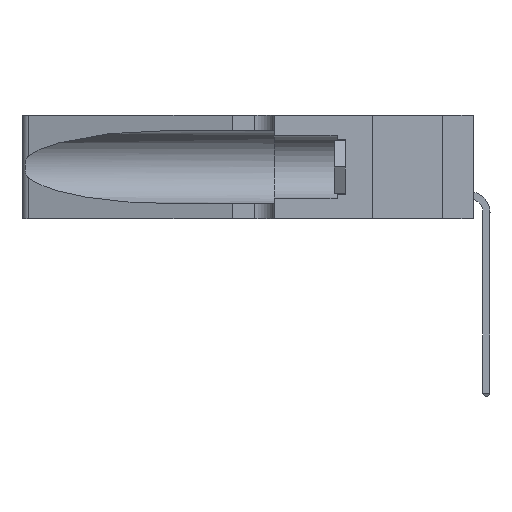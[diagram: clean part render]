
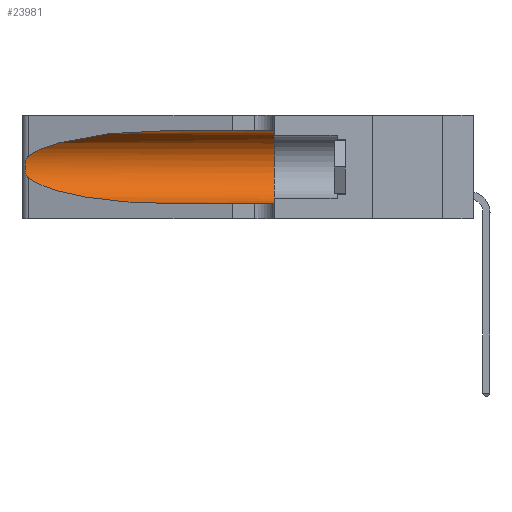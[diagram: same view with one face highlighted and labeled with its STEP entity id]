
A CAD part, left-side view. The second image highlights one B-rep face of the part: STEP entity #23981.
In plain terms, the highlighted cylindrical face has radius 3.308 mm (diameter 6.617 mm), a partial arc.
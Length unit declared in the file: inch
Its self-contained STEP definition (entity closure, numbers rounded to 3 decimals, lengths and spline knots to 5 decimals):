
#316 = CARTESIAN_POINT ( 'NONE',  ( 0.26018, 1.23835, 0.19895 ) ) ;
#382 = DIRECTION ( 'NONE',  ( 0., -1., 0. ) ) ;
#837 = ORIENTED_EDGE ( 'NONE', *, *, #16000, .T. ) ;
#1147 = DIRECTION ( 'NONE',  ( 0., 0., 1. ) ) ;
#1700 = EDGE_CURVE ( 'NONE', #11183, #5586, #9496, .T. ) ;
#2521 = CARTESIAN_POINT ( 'NONE',  ( 0.26075, 1.23896, 0.178 ) ) ;
#3936 = CARTESIAN_POINT ( 'NONE',  ( 0.1305, 0.35, 0.31525 ) ) ;
#4768 = CARTESIAN_POINT ( 'NONE',  ( 0.25639, 1.23186, 0.15144 ) ) ;
#4969 = EDGE_CURVE ( 'NONE', #26556, #24298, #27288, .T. ) ;
#5382 = EDGE_CURVE ( 'NONE', #20298, #23300, #12875, .T. ) ;
#5586 = VERTEX_POINT ( 'NONE', #10364 ) ;
#6241 = CARTESIAN_POINT ( 'NONE',  ( 0.2373, 1.15595, 0.08982 ) ) ;
#6653 = CARTESIAN_POINT ( 'NONE',  ( 0.25555, 1.22994, 0.2215 ) ) ;
#6696 = DIRECTION ( 'NONE',  ( 0., -1., 0. ) ) ;
#6708 = CARTESIAN_POINT ( 'NONE',  ( 0.18966, 0.96281, 0.31525 ) ) ;
#6932 = CARTESIAN_POINT ( 'NONE',  ( 0.25555, 1.22993, 0.14849 ) ) ;
#7700 = AXIS2_PLACEMENT_3D ( 'NONE', #16479, #12278, #1147 ) ;
#8904 = CARTESIAN_POINT ( 'NONE',  ( 0.25487, 1.22718, 0.22369 ) ) ;
#8927 = CARTESIAN_POINT ( 'NONE',  ( 0.25487, 1.22718, 0.14631 ) ) ;
#9496 = CIRCLE ( 'NONE', #7700, 0.13025 ) ;
#10364 = CARTESIAN_POINT ( 'NONE',  ( 0.1305, 0.35, 0.05475 ) ) ;
#10650 = ORIENTED_EDGE ( 'NONE', *, *, #26457, .F. ) ;
#11183 = VERTEX_POINT ( 'NONE', #3936 ) ;
#11263 = ORIENTED_EDGE ( 'NONE', *, *, #1700, .F. ) ;
#11338 = CARTESIAN_POINT ( 'NONE',  ( 0.25856, 1.23593, 0.16098 ) ) ;
#11399 = CARTESIAN_POINT ( 'NONE',  ( 0.1305, 1.61858, 0.185 ) ) ;
#11656 = VECTOR ( 'NONE', #23805, 39.37008 ) ;
#12278 = DIRECTION ( 'NONE',  ( 0., 1., 0. ) ) ;
#12875 =( BOUNDED_CURVE ( )  B_SPLINE_CURVE ( 3, ( #8927, #6241, #18399, #25034 ),
 .UNSPECIFIED., .F., .F. ) 
 B_SPLINE_CURVE_WITH_KNOTS ( ( 4, 4 ),
 ( 3.44316, 4.71239 ),
 .UNSPECIFIED. ) 
 CURVE ( )  GEOMETRIC_REPRESENTATION_ITEM ( )  RATIONAL_B_SPLINE_CURVE ( ( 1., 0.87, 0.87, 1. ) ) 
 REPRESENTATION_ITEM ( '' )  );
#13303 = VECTOR ( 'NONE', #6696, 39.37008 ) ;
#13443 = CARTESIAN_POINT ( 'NONE',  ( 0.25854, 1.2359, 0.20912 ) ) ;
#15404 = CARTESIAN_POINT ( 'NONE',  ( 0.1305, 0.72297, 0.31525 ) ) ;
#15644 = CARTESIAN_POINT ( 'NONE',  ( 0.26075, 1.23896, 0.19203 ) ) ;
#16000 = EDGE_CURVE ( 'NONE', #24298, #20298, #25153, .T. ) ;
#16479 = CARTESIAN_POINT ( 'NONE',  ( 0.1305, 0.35, 0.185 ) ) ;
#17628 = CARTESIAN_POINT ( 'NONE',  ( 0.25639, 1.23184, 0.21858 ) ) ;
#17817 = CARTESIAN_POINT ( 'NONE',  ( 0.26017, 1.23833, 0.17102 ) ) ;
#18399 = CARTESIAN_POINT ( 'NONE',  ( 0.18966, 0.96281, 0.05475 ) ) ;
#19641 = CARTESIAN_POINT ( 'NONE',  ( 0.1305, 1.61858, 0.05475 ) ) ;
#20176 = LINE ( 'NONE', #22394, #13303 ) ;
#20298 = VERTEX_POINT ( 'NONE', #24875 ) ;
#21242 = CARTESIAN_POINT ( 'NONE',  ( 0.25487, 1.22718, 0.22369 ) ) ;
#21357 = CYLINDRICAL_SURFACE ( 'NONE', #25304, 0.13025 ) ;
#22027 = CARTESIAN_POINT ( 'NONE',  ( 0.2373, 1.15595, 0.28018 ) ) ;
#22213 = ORIENTED_EDGE ( 'NONE', *, *, #25275, .T. ) ;
#22264 = CARTESIAN_POINT ( 'NONE',  ( 0.25487, 1.22718, 0.14631 ) ) ;
#22394 = CARTESIAN_POINT ( 'NONE',  ( 0.1305, 1.61858, 0.31525 ) ) ;
#23300 = VERTEX_POINT ( 'NONE', #26785 ) ;
#23447 = FACE_OUTER_BOUND ( 'NONE', #26608, .T. ) ;
#23805 = DIRECTION ( 'NONE',  ( 0., -1., 0. ) ) ;
#23981 = ADVANCED_FACE ( 'NONE', ( #23447 ), #21357, .F. ) ;
#24270 = CARTESIAN_POINT ( 'NONE',  ( 0.25487, 1.22718, 0.22369 ) ) ;
#24298 = VERTEX_POINT ( 'NONE', #21242 ) ;
#24518 = ORIENTED_EDGE ( 'NONE', *, *, #4969, .T. ) ;
#24695 = LINE ( 'NONE', #19641, #11656 ) ;
#24875 = CARTESIAN_POINT ( 'NONE',  ( 0.25487, 1.22718, 0.14631 ) ) ;
#25034 = CARTESIAN_POINT ( 'NONE',  ( 0.1305, 0.72297, 0.05475 ) ) ;
#25153 = B_SPLINE_CURVE_WITH_KNOTS ( 'NONE', 3,
 ( #24270, #6653, #17628, #26572, #13443, #316, #15644, #2521, #17817, #11338, #26662, #4768, #6932, #22264 ),
 .UNSPECIFIED., .F., .F.,
 ( 4, 2, 2, 2, 2, 2, 4 ),
 ( 0., 0.00027, 0.00053, 0.00107, 0.0016, 0.00187, 0.00214 ),
 .UNSPECIFIED. ) ;
#25275 = EDGE_CURVE ( 'NONE', #23300, #5586, #24695, .T. ) ;
#25304 = AXIS2_PLACEMENT_3D ( 'NONE', #11399, #382, #26731 ) ;
#26457 = EDGE_CURVE ( 'NONE', #26556, #11183, #20176, .T. ) ;
#26556 = VERTEX_POINT ( 'NONE', #27485 ) ;
#26572 = CARTESIAN_POINT ( 'NONE',  ( 0.25787, 1.23484, 0.2124 ) ) ;
#26608 = EDGE_LOOP ( 'NONE', ( #24518, #837, #26985, #22213, #11263, #10650 ) ) ;
#26662 = CARTESIAN_POINT ( 'NONE',  ( 0.25789, 1.23486, 0.15765 ) ) ;
#26731 = DIRECTION ( 'NONE',  ( 0., 0., -1. ) ) ;
#26785 = CARTESIAN_POINT ( 'NONE',  ( 0.1305, 0.72297, 0.05475 ) ) ;
#26985 = ORIENTED_EDGE ( 'NONE', *, *, #5382, .T. ) ;
#27288 =( BOUNDED_CURVE ( )  B_SPLINE_CURVE ( 3, ( #15404, #6708, #22027, #8904 ),
 .UNSPECIFIED., .F., .F. ) 
 B_SPLINE_CURVE_WITH_KNOTS ( ( 4, 4 ),
 ( 1.5708, 2.84003 ),
 .UNSPECIFIED. ) 
 CURVE ( )  GEOMETRIC_REPRESENTATION_ITEM ( )  RATIONAL_B_SPLINE_CURVE ( ( 1., 0.87, 0.87, 1. ) ) 
 REPRESENTATION_ITEM ( '' )  );
#27485 = CARTESIAN_POINT ( 'NONE',  ( 0.1305, 0.72297, 0.31525 ) ) ;
